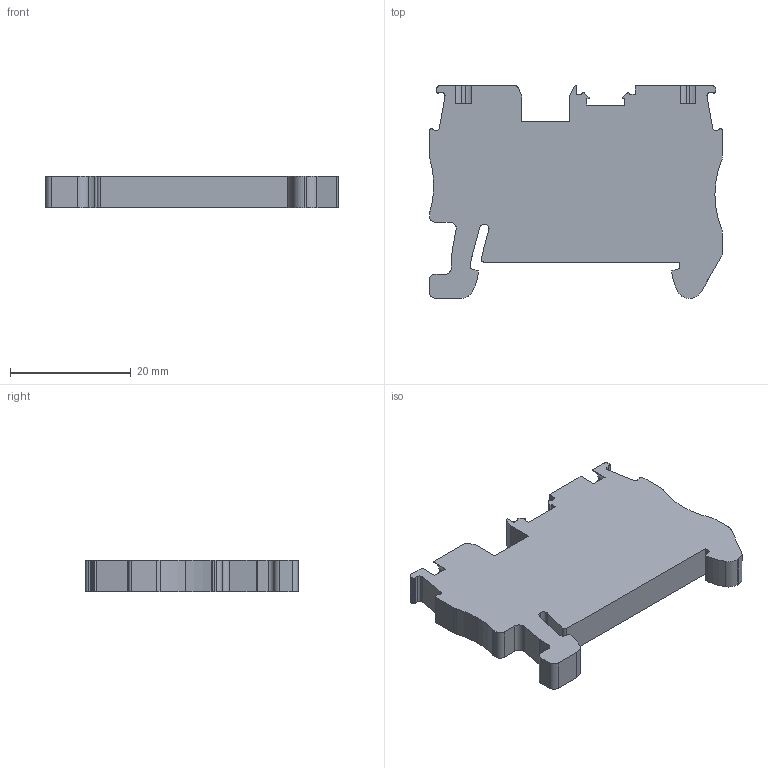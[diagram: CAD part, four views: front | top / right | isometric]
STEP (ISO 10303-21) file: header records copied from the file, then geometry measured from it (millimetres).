
FILE_DESCRIPTION(('SolidDesigner STEP Export'),'2;1');
FILE_NAME('3209510_PT_2.5-select.stp','2012-04-03T13:44:55',(''),(''),'CoCreate Modeling STEP processor for AP214 (Solid Model)','CoCreate Modeling 16.00A 16-Aug-2008 (C) Parametric Technology GmbH','');
FILE_SCHEMA(('AUTOMOTIVE_DESIGN { 1 0 10303 214 1 1 1 1 }'));
Length unit declared in the file: millimetre
Products named in the file (2): 3209510_PT_2.5-select
Assembly tree (1 placements, depth 2):
  3209510_PT_2.5-select
    3209510_PT_2.5-select
Bounding box: 48.6 x 35.25 x 5.15 mm (x, y, z)
Volume: 6672.3 mm3; surface area: 3950.2 mm2
Topology: 1 solids, 1 shells, 153 faces, 448 edges, 299 vertices
Faces by surface type: plane 82, cylinder 71
Entity records: 5746 total; most frequent: ORIENTED_EDGE 896, CARTESIAN_POINT 843, DIRECTION 786, EDGE_CURVE 448, VECTOR 302, LINE 302, VERTEX_POINT 299, AXIS2_PLACEMENT_3D 242
